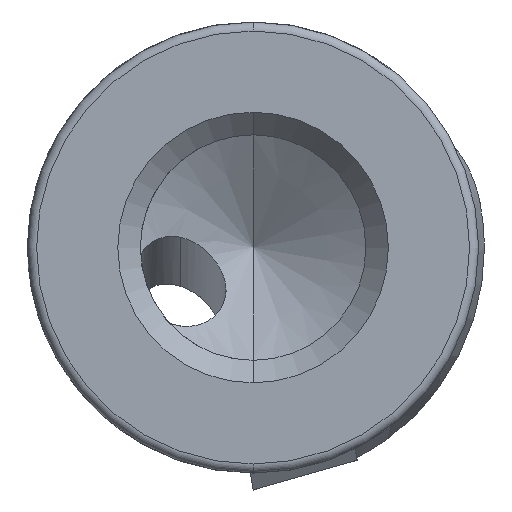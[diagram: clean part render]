
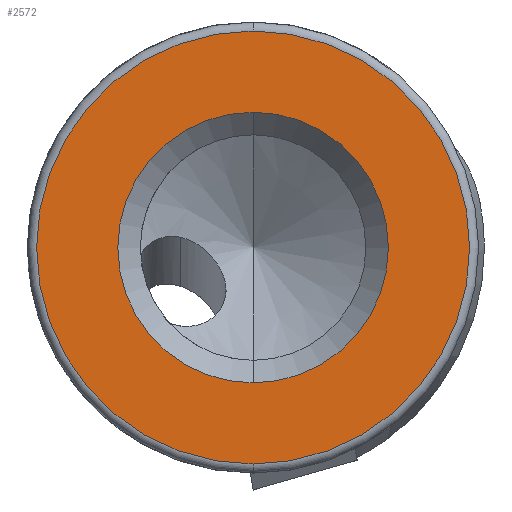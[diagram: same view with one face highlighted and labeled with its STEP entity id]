
A CAD part, left-side view. The second image highlights one B-rep face of the part: STEP entity #2572.
In plain terms, the highlighted planar face has unit normal (-1, 0, 0).
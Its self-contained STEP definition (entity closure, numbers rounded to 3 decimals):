
#15 = EDGE_CURVE ( 'NONE', #909, #1548, #3452, .T. ) ;
#368 = ORIENTED_EDGE ( 'NONE', *, *, #15, .T. ) ;
#615 = CIRCLE ( 'NONE', #1758, 3. ) ;
#632 = CARTESIAN_POINT ( 'NONE',  ( -23., 0., 5.375 ) ) ;
#909 = VERTEX_POINT ( 'NONE', #2387 ) ;
#940 = CARTESIAN_POINT ( 'NONE',  ( -23., 0., 5.375 ) ) ;
#946 = DIRECTION ( 'NONE',  ( -1., 0., 0. ) ) ;
#947 = DIRECTION ( 'NONE',  ( 0., 0., -1. ) ) ;
#971 = VERTEX_POINT ( 'NONE', #2433 ) ;
#997 = EDGE_LOOP ( 'NONE', ( #368, #2797 ) ) ;
#1214 = EDGE_CURVE ( 'NONE', #971, #3477, #2719, .T. ) ;
#1481 = ORIENTED_EDGE ( 'NONE', *, *, #1214, .F. ) ;
#1548 = VERTEX_POINT ( 'NONE', #4939 ) ;
#1564 = ORIENTED_EDGE ( 'NONE', *, *, #2168, .F. ) ;
#1581 = FACE_BOUND ( 'NONE', #2316, .T. ) ;
#1758 = AXIS2_PLACEMENT_3D ( 'NONE', #632, #4274, #4581 ) ;
#1803 = CARTESIAN_POINT ( 'NONE',  ( -23., 0., 8.375 ) ) ;
#1863 = FACE_OUTER_BOUND ( 'NONE', #997, .T. ) ;
#2141 = AXIS2_PLACEMENT_3D ( 'NONE', #2694, #3382, #2697 ) ;
#2168 = EDGE_CURVE ( 'NONE', #3477, #971, #615, .T. ) ;
#2199 = AXIS2_PLACEMENT_3D ( 'NONE', #4828, #4830, #4925 ) ;
#2316 = EDGE_LOOP ( 'NONE', ( #1564, #1481 ) ) ;
#2387 = CARTESIAN_POINT ( 'NONE',  ( -23., 0., 0.575 ) ) ;
#2395 = EDGE_CURVE ( 'NONE', #1548, #909, #4099, .T. ) ;
#2433 = CARTESIAN_POINT ( 'NONE',  ( -23., 0., 2.375 ) ) ;
#2572 = ADVANCED_FACE ( 'NONE', ( #1863, #1581 ), #4249, .F. ) ;
#2694 = CARTESIAN_POINT ( 'NONE',  ( -23., 0., 5.375 ) ) ;
#2697 = DIRECTION ( 'NONE',  ( 0., 0., 1. ) ) ;
#2719 = CIRCLE ( 'NONE', #2141, 3. ) ;
#2797 = ORIENTED_EDGE ( 'NONE', *, *, #2395, .T. ) ;
#3049 = AXIS2_PLACEMENT_3D ( 'NONE', #4286, #4245, #4236 ) ;
#3323 = AXIS2_PLACEMENT_3D ( 'NONE', #940, #946, #947 ) ;
#3382 = DIRECTION ( 'NONE',  ( -1., 0., 0. ) ) ;
#3452 = CIRCLE ( 'NONE', #3323, 4.8 ) ;
#3477 = VERTEX_POINT ( 'NONE', #1803 ) ;
#4099 = CIRCLE ( 'NONE', #2199, 4.8 ) ;
#4236 = DIRECTION ( 'NONE',  ( 0., 0., -1. ) ) ;
#4245 = DIRECTION ( 'NONE',  ( 1., 0., 0. ) ) ;
#4249 = PLANE ( 'NONE',  #3049 ) ;
#4274 = DIRECTION ( 'NONE',  ( -1., 0., 0. ) ) ;
#4286 = CARTESIAN_POINT ( 'NONE',  ( -23., 0., 0.375 ) ) ;
#4581 = DIRECTION ( 'NONE',  ( 0., 0., 1. ) ) ;
#4828 = CARTESIAN_POINT ( 'NONE',  ( -23., 0., 5.375 ) ) ;
#4830 = DIRECTION ( 'NONE',  ( -1., 0., 0. ) ) ;
#4925 = DIRECTION ( 'NONE',  ( 0., 0., -1. ) ) ;
#4939 = CARTESIAN_POINT ( 'NONE',  ( -23., 0., 10.175 ) ) ;
